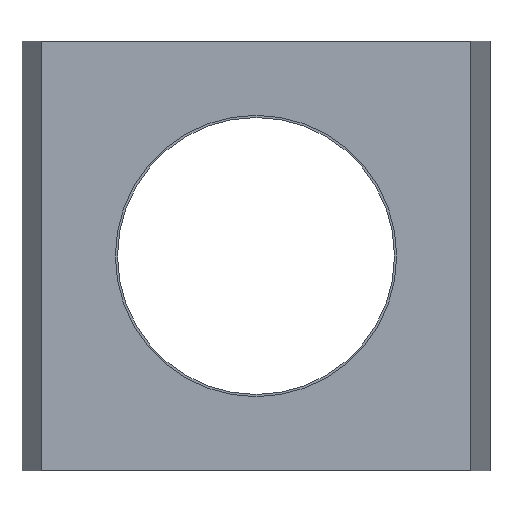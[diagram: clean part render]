
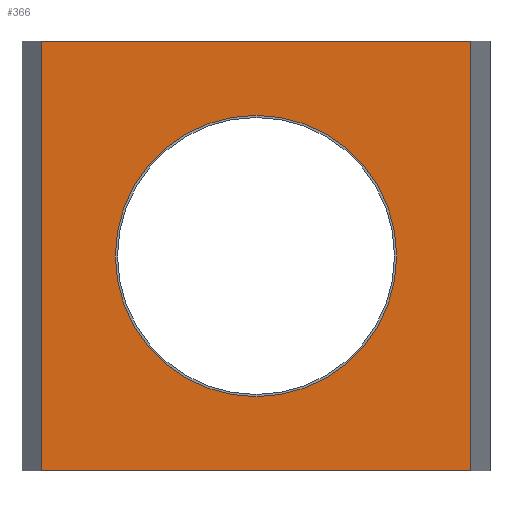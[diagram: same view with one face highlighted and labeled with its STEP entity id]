
A CAD part, front view. The second image highlights one B-rep face of the part: STEP entity #366.
In plain terms, the highlighted planar face has unit normal (0, -1, 0).
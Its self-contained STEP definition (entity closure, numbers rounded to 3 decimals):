
#1 = CARTESIAN_POINT ( 'NONE',  ( 0., 0., -254. ) ) ;
#14 = EDGE_CURVE ( 'NONE', #288, #529, #343, .T. ) ;
#43 = VECTOR ( 'NONE', #579, 1000. ) ;
#65 = FACE_BOUND ( 'NONE', #626, .T. ) ;
#79 = CARTESIAN_POINT ( 'NONE',  ( -387.5, 0., 387.5 ) ) ;
#120 = DIRECTION ( 'NONE',  ( 0., -1., 0. ) ) ;
#143 = VERTEX_POINT ( 'NONE', #888 ) ;
#148 = EDGE_CURVE ( 'NONE', #479, #614, #877, .T. ) ;
#168 = DIRECTION ( 'NONE',  ( 0., 0., -1. ) ) ;
#194 = CARTESIAN_POINT ( 'NONE',  ( -387.5, 0., 387.5 ) ) ;
#199 = AXIS2_PLACEMENT_3D ( 'NONE', #853, #319, #168 ) ;
#211 = DIRECTION ( 'NONE',  ( 1., 0., 0. ) ) ;
#223 = VERTEX_POINT ( 'NONE', #651 ) ;
#274 = ORIENTED_EDGE ( 'NONE', *, *, #148, .T. ) ;
#288 = VERTEX_POINT ( 'NONE', #447 ) ;
#319 = DIRECTION ( 'NONE',  ( 0., -1., 0. ) ) ;
#343 = CIRCLE ( 'NONE', #199, 254. ) ;
#356 = VECTOR ( 'NONE', #890, 1000. ) ;
#366 = ADVANCED_FACE ( 'NONE', ( #65, #601 ), #753, .F. ) ;
#379 = ORIENTED_EDGE ( 'NONE', *, *, #672, .F. ) ;
#401 = EDGE_CURVE ( 'NONE', #479, #143, #883, .T. ) ;
#427 = DIRECTION ( 'NONE',  ( 0., 0., 1. ) ) ;
#447 = CARTESIAN_POINT ( 'NONE',  ( 0., 0., 254. ) ) ;
#479 = VERTEX_POINT ( 'NONE', #79 ) ;
#483 = ORIENTED_EDGE ( 'NONE', *, *, #644, .F. ) ;
#505 = LINE ( 'NONE', #565, #43 ) ;
#517 = CARTESIAN_POINT ( 'NONE',  ( -387.5, 0., 387.5 ) ) ;
#529 = VERTEX_POINT ( 'NONE', #1 ) ;
#565 = CARTESIAN_POINT ( 'NONE',  ( -387.5, 0., -387.5 ) ) ;
#568 = DIRECTION ( 'NONE',  ( 0., 0., -1. ) ) ;
#579 = DIRECTION ( 'NONE',  ( 1., 0., 0. ) ) ;
#590 = DIRECTION ( 'NONE',  ( 0., 0., -1. ) ) ;
#601 = FACE_OUTER_BOUND ( 'NONE', #922, .T. ) ;
#612 = EDGE_CURVE ( 'NONE', #614, #223, #505, .T. ) ;
#614 = VERTEX_POINT ( 'NONE', #956 ) ;
#626 = EDGE_LOOP ( 'NONE', ( #379, #775 ) ) ;
#644 = EDGE_CURVE ( 'NONE', #143, #223, #817, .T. ) ;
#651 = CARTESIAN_POINT ( 'NONE',  ( 387.5, 0., -387.5 ) ) ;
#672 = EDGE_CURVE ( 'NONE', #529, #288, #981, .T. ) ;
#674 = ORIENTED_EDGE ( 'NONE', *, *, #401, .F. ) ;
#734 = AXIS2_PLACEMENT_3D ( 'NONE', #887, #120, #590 ) ;
#753 = PLANE ( 'NONE',  #876 ) ;
#775 = ORIENTED_EDGE ( 'NONE', *, *, #14, .F. ) ;
#782 = VECTOR ( 'NONE', #568, 1000. ) ;
#817 = LINE ( 'NONE', #875, #356 ) ;
#853 = CARTESIAN_POINT ( 'NONE',  ( 0., 0., 0. ) ) ;
#875 = CARTESIAN_POINT ( 'NONE',  ( 387.5, 0., 387.5 ) ) ;
#876 = AXIS2_PLACEMENT_3D ( 'NONE', #517, #973, #427 ) ;
#877 = LINE ( 'NONE', #194, #782 ) ;
#883 = LINE ( 'NONE', #904, #902 ) ;
#887 = CARTESIAN_POINT ( 'NONE',  ( 0., 0., 0. ) ) ;
#888 = CARTESIAN_POINT ( 'NONE',  ( 387.5, 0., 387.5 ) ) ;
#890 = DIRECTION ( 'NONE',  ( 0., 0., -1. ) ) ;
#902 = VECTOR ( 'NONE', #211, 1000. ) ;
#904 = CARTESIAN_POINT ( 'NONE',  ( -387.5, 0., 387.5 ) ) ;
#922 = EDGE_LOOP ( 'NONE', ( #960, #483, #674, #274 ) ) ;
#956 = CARTESIAN_POINT ( 'NONE',  ( -387.5, 0., -387.5 ) ) ;
#960 = ORIENTED_EDGE ( 'NONE', *, *, #612, .T. ) ;
#973 = DIRECTION ( 'NONE',  ( 0., 1., 0. ) ) ;
#981 = CIRCLE ( 'NONE', #734, 254. ) ;
